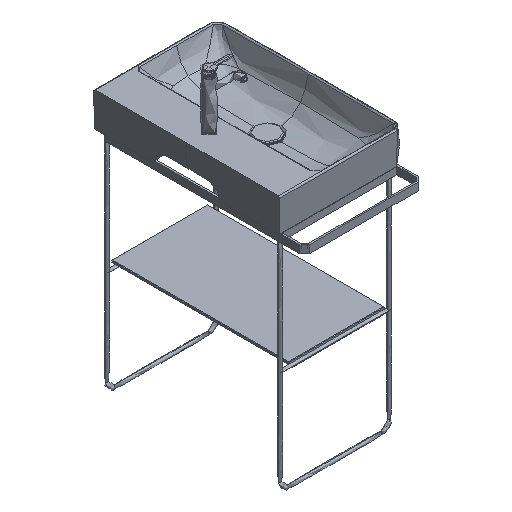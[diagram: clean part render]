
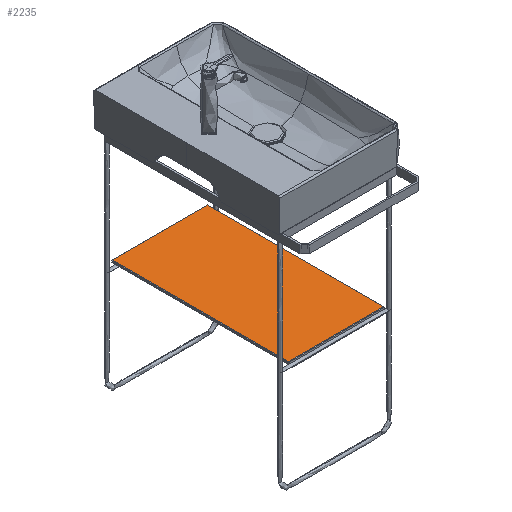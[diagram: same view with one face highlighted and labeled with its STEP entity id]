
A CAD part, isometric view. The second image highlights one B-rep face of the part: STEP entity #2235.
In plain terms, the highlighted planar face has unit normal (0, 0, 1).
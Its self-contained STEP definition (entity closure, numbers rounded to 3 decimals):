
#943=B_SPLINE_CURVE_WITH_KNOTS('',1,(#32283,#32284),.UNSPECIFIED.,.F.,.F.,
(2,2),(-307.,0.),.UNSPECIFIED.);
#951=B_SPLINE_CURVE_WITH_KNOTS('',1,(#32299,#32300),.UNSPECIFIED.,.F.,.F.,
(2,2),(-567.5,0.),.UNSPECIFIED.);
#953=B_SPLINE_CURVE_WITH_KNOTS('',1,(#32303,#32304),.UNSPECIFIED.,.F.,.F.,
(2,2),(0.,567.5),.UNSPECIFIED.);
#954=B_SPLINE_CURVE_WITH_KNOTS('',1,(#32305,#32306),.UNSPECIFIED.,.F.,.F.,
(2,2),(-307.,0.),.UNSPECIFIED.);
#2235=ADVANCED_FACE('',(#3126),#13587,.T.);
#3126=FACE_OUTER_BOUND('',#4069,.T.);
#4069=EDGE_LOOP('',(#7262,#7263,#7264,#7265));
#7262=ORIENTED_EDGE('',*,*,#10160,.T.);
#7263=ORIENTED_EDGE('',*,*,#10150,.F.);
#7264=ORIENTED_EDGE('',*,*,#10158,.F.);
#7265=ORIENTED_EDGE('',*,*,#10161,.T.);
#10150=EDGE_CURVE('',#13069,#13070,#943,.T.);
#10158=EDGE_CURVE('',#13075,#13069,#951,.T.);
#10160=EDGE_CURVE('',#13076,#13070,#953,.T.);
#10161=EDGE_CURVE('',#13075,#13076,#954,.T.);
#13069=VERTEX_POINT('',#32257);
#13070=VERTEX_POINT('',#32258);
#13075=VERTEX_POINT('',#32263);
#13076=VERTEX_POINT('',#32264);
#13587=PLANE('',#14513);
#14513=AXIS2_PLACEMENT_3D('',#32243,#14744,$);
#14744=DIRECTION('',(0.,0.,1.));
#32243=CARTESIAN_POINT('',(13.589,340.891,-491.013));
#32257=CARTESIAN_POINT('',(351.349,-283.419,-491.013));
#32258=CARTESIAN_POINT('',(44.349,-283.419,-491.013));
#32263=CARTESIAN_POINT('',(351.349,284.081,-491.013));
#32264=CARTESIAN_POINT('',(44.349,284.081,-491.013));
#32283=CARTESIAN_POINT('',(351.349,-283.419,-491.013));
#32284=CARTESIAN_POINT('',(44.349,-283.419,-491.013));
#32299=CARTESIAN_POINT('',(351.349,284.081,-491.013));
#32300=CARTESIAN_POINT('',(351.349,-283.419,-491.013));
#32303=CARTESIAN_POINT('',(44.349,284.081,-491.013));
#32304=CARTESIAN_POINT('',(44.349,-283.419,-491.013));
#32305=CARTESIAN_POINT('',(351.349,284.081,-491.013));
#32306=CARTESIAN_POINT('',(44.349,284.081,-491.013));
